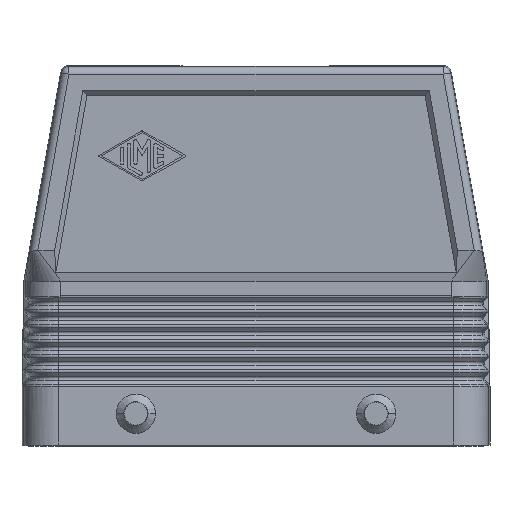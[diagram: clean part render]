
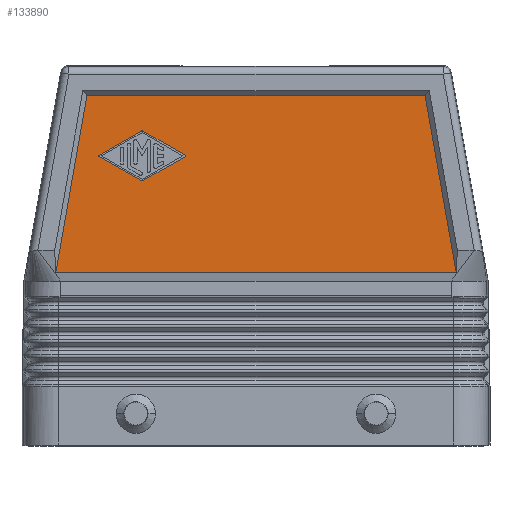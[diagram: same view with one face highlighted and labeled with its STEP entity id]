
A CAD part, left-side view. The second image highlights one B-rep face of the part: STEP entity #133890.
In plain terms, the highlighted planar face has unit normal (-1, 0, 0).
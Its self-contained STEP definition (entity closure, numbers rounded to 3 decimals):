
#79850=CARTESIAN_POINT('',(374.083,-12.317,
48.893));
#79860=DIRECTION('',(1.,0.,0.));
#79870=DIRECTION('',(0.,1.,0.));
#79880=AXIS2_PLACEMENT_3D('',#79850,#79860,#79870);
#79890=PLANE('',#79880);
#85290=CARTESIAN_POINT('',(374.083,40.072,
63.188));
#85300=VERTEX_POINT('',#85290);
#85470=CARTESIAN_POINT('',(374.083,48.488,
58.377));
#85480=VERTEX_POINT('',#85470);
#85510=CARTESIAN_POINT('',(374.083,44.373,
60.73));
#85520=DIRECTION('',(0.,-0.868,0.496));
#85530=VECTOR('',#85520,1.);
#85540=LINE('',#85510,#85530);
#85550=EDGE_CURVE('',#85480,#85300,#85540,.T.);
#99260=CARTESIAN_POINT('',(374.083,39.741,
63.188));
#99270=VERTEX_POINT('',#99260);
#99400=CARTESIAN_POINT('',(374.083,39.906,
62.899));
#99410=DIRECTION('',(-1.,0.,0.));
#99420=DIRECTION('',(0.,-1.,0.));
#99430=AXIS2_PLACEMENT_3D('',#99400,#99410,#99420);
#99440=CIRCLE('',#99430,0.333);
#99450=EDGE_CURVE('',#99270,#85300,#99440,.T.);
#99660=CARTESIAN_POINT('',(374.083,31.324,
58.377));
#99670=VERTEX_POINT('',#99660);
#99790=CARTESIAN_POINT('',(374.083,44.373,
65.836));
#99800=DIRECTION('',(0.,-0.868,-0.496));
#99810=VECTOR('',#99800,1.);
#99820=LINE('',#99790,#99810);
#99830=EDGE_CURVE('',#99270,#99670,#99820,.T.);
#100040=CARTESIAN_POINT('',(374.083,40.072,
53.277));
#100050=VERTEX_POINT('',#100040);
#100230=CARTESIAN_POINT('',(374.083,39.741,
53.277));
#100240=VERTEX_POINT('',#100230);
#100270=CARTESIAN_POINT('',(374.083,39.906,
53.566));
#100280=DIRECTION('',(-1.,0.,0.));
#100290=DIRECTION('',(0.,-1.,0.));
#100300=AXIS2_PLACEMENT_3D('',#100270,#100280,#100290);
#100310=CIRCLE('',#100300,0.333);
#100320=EDGE_CURVE('',#100050,#100240,#100310,.T.);
#106490=CARTESIAN_POINT('',(374.083,48.488,
58.088));
#106500=VERTEX_POINT('',#106490);
#106530=CARTESIAN_POINT('',(374.083,48.405,
58.233));
#106540=DIRECTION('',(-1.,0.,0.));
#106550=DIRECTION('',(0.,-1.,0.));
#106560=AXIS2_PLACEMENT_3D('',#106530,#106540,#106550);
#106570=CIRCLE('',#106560,0.167);
#106580=EDGE_CURVE('',#85480,#106500,#106570,.T.);
#112160=CARTESIAN_POINT('',(374.083,44.373,
55.735));
#112170=DIRECTION('',(0.,0.868,0.496));
#112180=VECTOR('',#112170,1.);
#112190=LINE('',#112160,#112180);
#112200=EDGE_CURVE('',#100050,#106500,#112190,.T.);
#132720=CARTESIAN_POINT('',(374.083,50.926,
70.233));
#132730=VERTEX_POINT('',#132720);
#132900=CARTESIAN_POINT('',(374.083,-16.613,
70.233));
#132910=VERTEX_POINT('',#132900);
#132940=CARTESIAN_POINT('',(374.083,44.373,
70.233));
#132950=DIRECTION('',(0.,1.,0.));
#132960=VECTOR('',#132950,1.);
#132970=LINE('',#132940,#132960);
#132980=EDGE_CURVE('',#132910,#132730,#132970,.T.);
#133210=CARTESIAN_POINT('',(374.083,-22.843,
34.87));
#133220=VERTEX_POINT('',#133210);
#133250=CARTESIAN_POINT('',(374.083,-26.831,
12.233));
#133260=DIRECTION('',(0.,0.174,0.985));
#133270=VECTOR('',#133260,1.);
#133280=LINE('',#133250,#133270);
#133290=EDGE_CURVE('',#133220,#132910,#133280,.T.);
#133480=CARTESIAN_POINT('',(374.083,31.407,
58.233));
#133490=DIRECTION('',(-1.,0.,0.));
#133500=DIRECTION('',(0.,-1.,0.));
#133510=AXIS2_PLACEMENT_3D('',#133480,#133490,#133500);
#133520=CIRCLE('',#133510,0.167);
#133530=CARTESIAN_POINT('',(374.083,31.324,
58.088));
#133540=VERTEX_POINT('',#133530);
#133550=EDGE_CURVE('',#133540,#99670,#133520,.T.);
#133560=ORIENTED_EDGE('',*,*,#133550,.F.);
#133570=ORIENTED_EDGE('',*,*,#99830,.T.);
#133580=ORIENTED_EDGE('',*,*,#99450,.F.);
#133590=ORIENTED_EDGE('',*,*,#85550,.T.);
#133600=ORIENTED_EDGE('',*,*,#106580,.F.);
#133610=ORIENTED_EDGE('',*,*,#112200,.T.);
#133620=ORIENTED_EDGE('',*,*,#100320,.F.);
#133630=CARTESIAN_POINT('',(374.083,44.373,
50.63));
#133640=DIRECTION('',(0.,0.868,-0.496));
#133650=VECTOR('',#133640,1.);
#133660=LINE('',#133630,#133650);
#133670=EDGE_CURVE('',#133540,#100240,#133660,.T.);
#133680=ORIENTED_EDGE('',*,*,#133670,.T.);
#133690=EDGE_LOOP('',(#133680,#133620,#133610,#133600,#133590,#133580,
#133570,#133560));
#133700=FACE_BOUND('',#133690,.T.);
#133710=CARTESIAN_POINT('',(374.083,44.373,
34.87));
#133720=DIRECTION('',(0.,1.,0.));
#133730=VECTOR('',#133720,1.);
#133740=LINE('',#133710,#133730);
#133750=CARTESIAN_POINT('',(374.083,57.156,
34.87));
#133760=VERTEX_POINT('',#133750);
#133770=EDGE_CURVE('',#133220,#133760,#133740,.T.);
#133780=ORIENTED_EDGE('',*,*,#133770,.F.);
#133790=CARTESIAN_POINT('',(374.083,61.144,
12.233));
#133800=DIRECTION('',(0.,-0.174,0.985));
#133810=VECTOR('',#133800,1.);
#133820=LINE('',#133790,#133810);
#133830=EDGE_CURVE('',#133760,#132730,#133820,.T.);
#133840=ORIENTED_EDGE('',*,*,#133830,.F.);
#133850=ORIENTED_EDGE('',*,*,#132980,.T.);
#133860=ORIENTED_EDGE('',*,*,#133290,.T.);
#133870=EDGE_LOOP('',(#133860,#133850,#133840,#133780));
#133880=FACE_OUTER_BOUND('',#133870,.T.);
#133890=ADVANCED_FACE('',(#133700,#133880),#79890,.F.);
